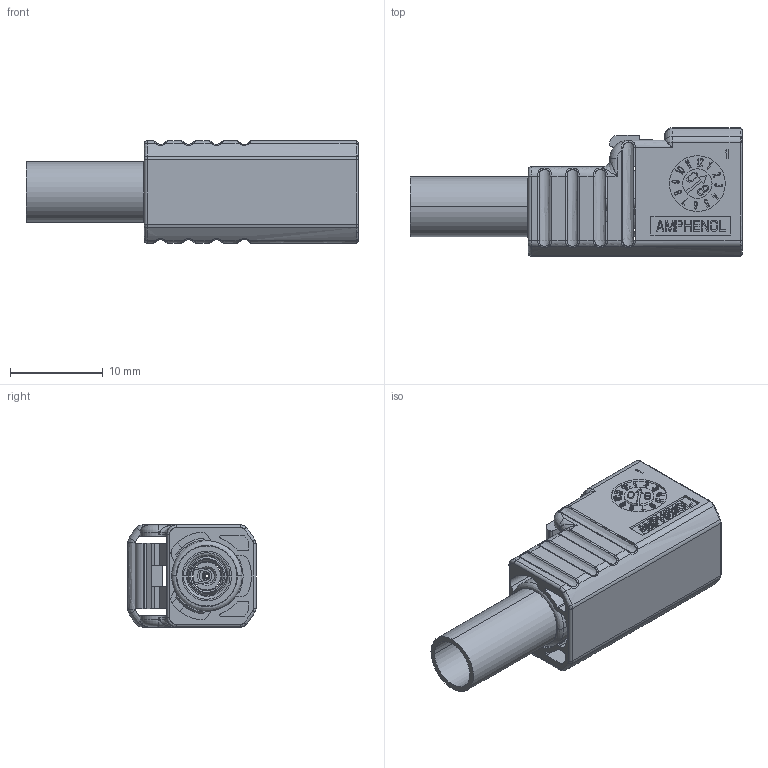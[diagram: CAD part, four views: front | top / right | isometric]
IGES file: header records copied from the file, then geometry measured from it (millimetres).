
Start section:  PTC IGES file: 3fa1-nasj-c04w0.igs
Global section: file name: 3fa1-nasj-c04w0.igs; native system: Pro/ENGINEER by Parametric Technology Corporation; preprocessor: 2008010; author: rkarthik; organization: Unknown; date: 20100422.113126; units: millimetre
Bounding box: 35.74 x 13.8 x 11 mm (x, y, z)
Surface area: 3513.9 mm2 (no closed solid volume)
Topology: 0 solids, 0 shells, 423 faces, 3467 edges, 3467 vertices
Faces by surface type: revolution 240, bspline 183
